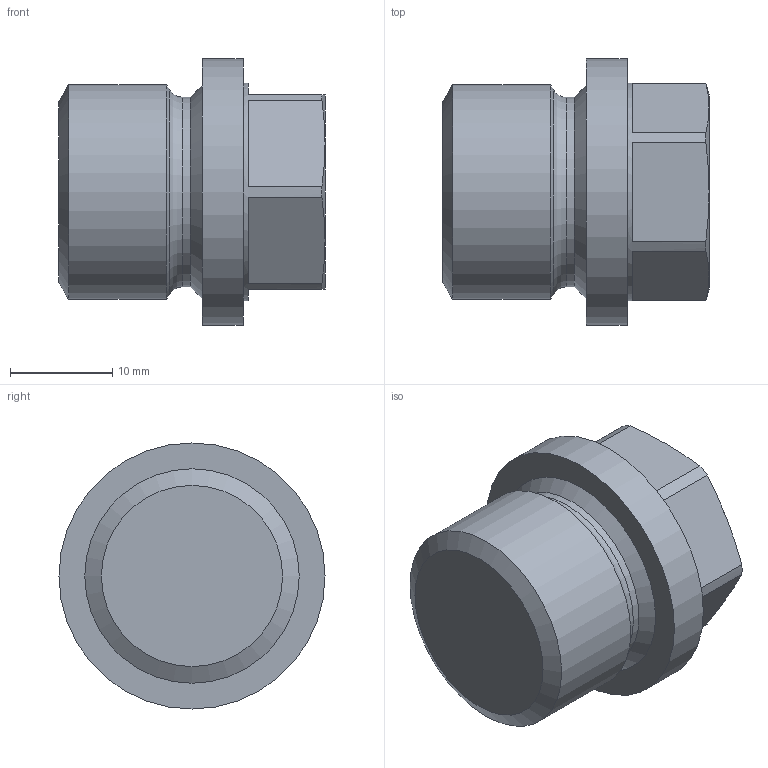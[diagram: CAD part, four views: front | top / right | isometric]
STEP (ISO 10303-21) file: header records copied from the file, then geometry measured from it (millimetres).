
FILE_DESCRIPTION(/* description */ (''),/* implementation_level */ '2;1');
FILE_NAME(/* name */ 'vs_12_ab_es-la.stp',/* time_stamp */ '2019-09-11T14:02:12+02:00',/* author */ ('leitheußer'),/* organization */ (''),/* preprocessor_version */ 'ST-DEVELOPER v15.6',/* originating_system */ 'Autodesk Inventor LT ',/* authorisation */ '');
FILE_SCHEMA (('AUTOMOTIVE_DESIGN { 1 0 10303 214 3 1 1 }'));
Length unit declared in the file: millimetre
Products named in the file (1): V 12 AB ES
Bounding box: 26 x 26 x 26 mm (x, y, z)
Volume: 9223.2 mm3; surface area: 2824.9 mm2
Topology: 1 solids, 1 shells, 30 faces, 67 edges, 41 vertices
Faces by surface type: plane 16, cone 9, cylinder 4, torus 1
Full cylindrical faces by diameter (mm): 18.5 x1, 20.955 x1, 21.3 x1, 26 x1
Entity records: 794 total; most frequent: CARTESIAN_POINT 153, DIRECTION 136, ORIENTED_EDGE 116, AXIS2_PLACEMENT_3D 59, EDGE_CURVE 58, EDGE_LOOP 40, VERTEX_POINT 40, FACE_OUTER_BOUND 30
